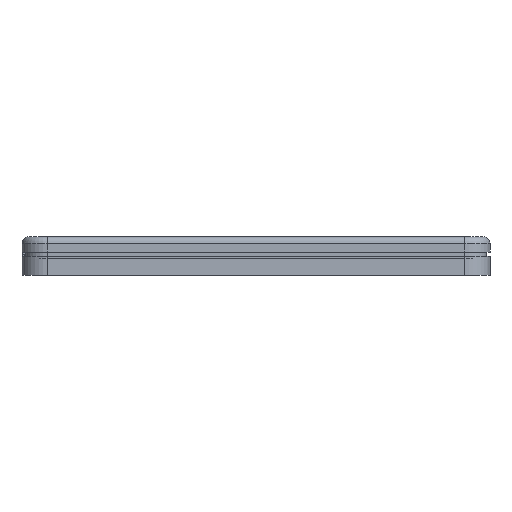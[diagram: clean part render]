
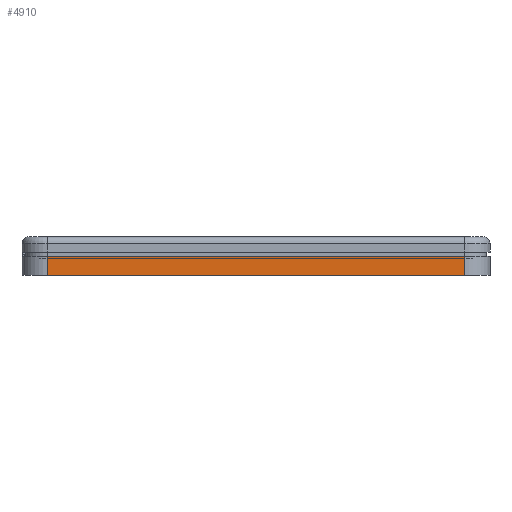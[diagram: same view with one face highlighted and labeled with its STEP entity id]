
A CAD part, left-side view. The second image highlights one B-rep face of the part: STEP entity #4910.
In plain terms, the highlighted planar face has unit normal (-1, 0, 0).
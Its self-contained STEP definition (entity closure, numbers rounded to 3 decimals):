
#698=FACE_OUTER_BOUND('',#1049,.T.);
#1049=EDGE_LOOP('',(#4234,#4235,#4236,#4237));
#1535=LINE('',#8144,#1974);
#1544=LINE('',#8171,#1983);
#1545=LINE('',#8175,#1984);
#1546=LINE('',#8176,#1985);
#1974=VECTOR('',#6648,10.);
#1983=VECTOR('',#6677,7.);
#1984=VECTOR('',#6682,10.);
#1985=VECTOR('',#6683,10.);
#2398=VERTEX_POINT('',#8141);
#2399=VERTEX_POINT('',#8143);
#2407=VERTEX_POINT('',#8170);
#2408=VERTEX_POINT('',#8174);
#3021=EDGE_CURVE('',#2399,#2398,#1535,.T.);
#3034=EDGE_CURVE('',#2399,#2407,#1544,.T.);
#3036=EDGE_CURVE('',#2398,#2408,#1545,.T.);
#3037=EDGE_CURVE('',#2407,#2408,#1546,.T.);
#4234=ORIENTED_EDGE('',*,*,#3021,.T.);
#4235=ORIENTED_EDGE('',*,*,#3036,.T.);
#4236=ORIENTED_EDGE('',*,*,#3037,.F.);
#4237=ORIENTED_EDGE('',*,*,#3034,.F.);
#4664=PLANE('',#5385);
#4910=ADVANCED_FACE('',(#698),#4664,.T.);
#5385=AXIS2_PLACEMENT_3D('',#8173,#6680,#6681);
#6648=DIRECTION('',(0.,1.,0.));
#6677=DIRECTION('',(0.,0.,-1.));
#6680=DIRECTION('center_axis',(-1.,0.,0.));
#6681=DIRECTION('ref_axis',(0.,1.,0.));
#6682=DIRECTION('',(0.,0.,-1.));
#6683=DIRECTION('',(0.,1.,0.));
#8141=CARTESIAN_POINT('',(-109.,56.85,2.6));
#8143=CARTESIAN_POINT('',(-109.,-59.25,2.6));
#8144=CARTESIAN_POINT('',(-109.,-30.225,2.6));
#8170=CARTESIAN_POINT('',(-109.,-59.25,-2.7));
#8171=CARTESIAN_POINT('',(-109.,-59.25,3.));
#8173=CARTESIAN_POINT('Origin',(-109.,-59.25,3.));
#8174=CARTESIAN_POINT('',(-109.,56.85,-2.7));
#8175=CARTESIAN_POINT('',(-109.,56.85,3.));
#8176=CARTESIAN_POINT('',(-109.,27.825,-2.7));
